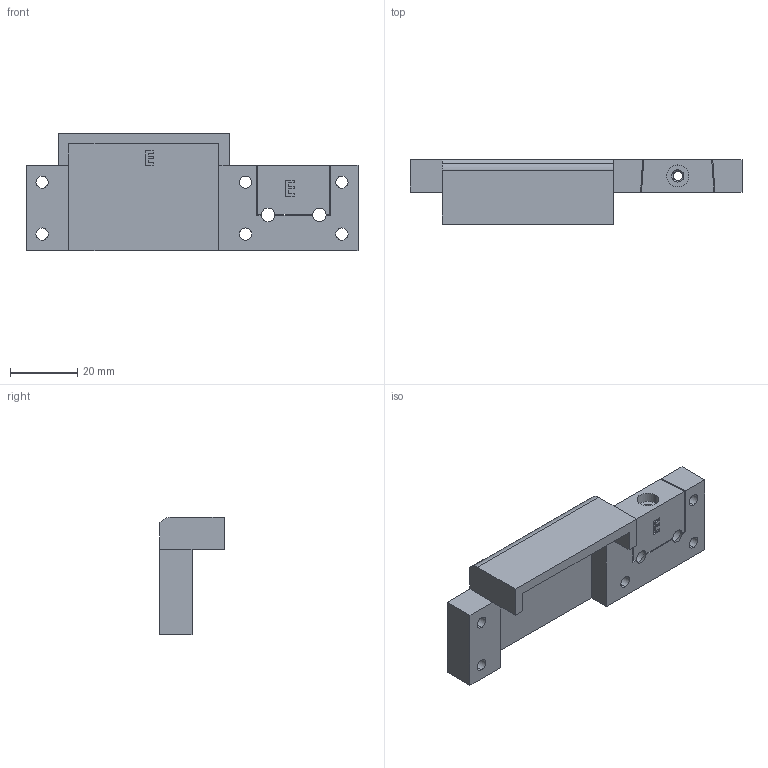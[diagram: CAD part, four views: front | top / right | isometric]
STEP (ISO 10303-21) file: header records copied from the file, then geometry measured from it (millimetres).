
FILE_DESCRIPTION (( 'STEP AP203' ), '1' );
FILE_NAME ('pr2111C-sE_U1_Rear_Right_Wire_Cover_RevE.STEP', '2023-08-31T18:42:48', ( '' ), ( '' ), 'SwSTEP 2.0', 'SolidWorks 2022', '' );
FILE_SCHEMA (( 'CONFIG_CONTROL_DESIGN' ));
Length unit declared in the file: inch
Products named in the file (1): pr2111C-sE_U1_Rear_Right_Wire_Cover_RevE
Bounding box: 98.42 x 19.05 x 34.92 mm (x, y, z)
Volume: 19495.4 mm3; surface area: 12079.5 mm2
Topology: 2 solids, 2 shells, 156 faces, 410 edges, 272 vertices
Faces by surface type: plane 95, cylinder 37, cone 14, bspline 10
Entity records: 6492 total; most frequent: CARTESIAN_POINT 2560, ORIENTED_EDGE 820, DIRECTION 746, EDGE_CURVE 410, VERTEX_POINT 272, LINE 268, VECTOR 268, AXIS2_PLACEMENT_3D 239
